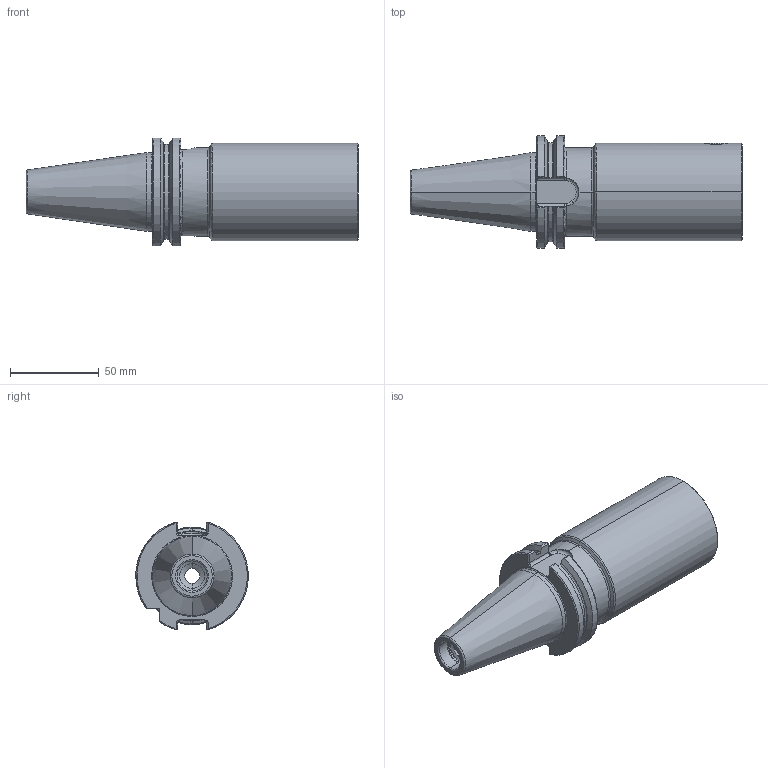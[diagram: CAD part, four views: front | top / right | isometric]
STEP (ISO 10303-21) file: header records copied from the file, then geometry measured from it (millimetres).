
FILE_DESCRIPTION (( 'STEP AP203' ), '1' );
FILE_NAME ('102.415.552.STEP', '2018-03-09T12:54:21', ( 'SWIAdmin' ), ( 'Hewlett-Packard Company' ), 'SwSTEP 2.0', 'SolidWorks 2017', '' );
FILE_SCHEMA (( 'CONFIG_CONTROL_DESIGN' ));
Length unit declared in the file: millimetre
Products named in the file (3): SK4-MB5.K01.119_C; MB5-ER1.001.017_A; 102.415.552
Assembly tree (2 placements, depth 2):
  102.415.552
    SK4-MB5.K01.119_C
    MB5-ER1.001.017_A
Bounding box: 187.35 x 63.37 x 60.94 mm (x, y, z)
Volume: 305459.9 mm3; surface area: 43086.3 mm2
Topology: 2 solids, 2 shells, 192 faces, 476 edges, 289 vertices
Faces by surface type: cylinder 58, plane 57, cone 38, torus 35, bspline 4
Entity records: 6575 total; most frequent: CARTESIAN_POINT 1784, DIRECTION 964, ORIENTED_EDGE 948, EDGE_CURVE 474, AXIS2_PLACEMENT_3D 389, VERTEX_POINT 289, EDGE_LOOP 199, CIRCLE 196
